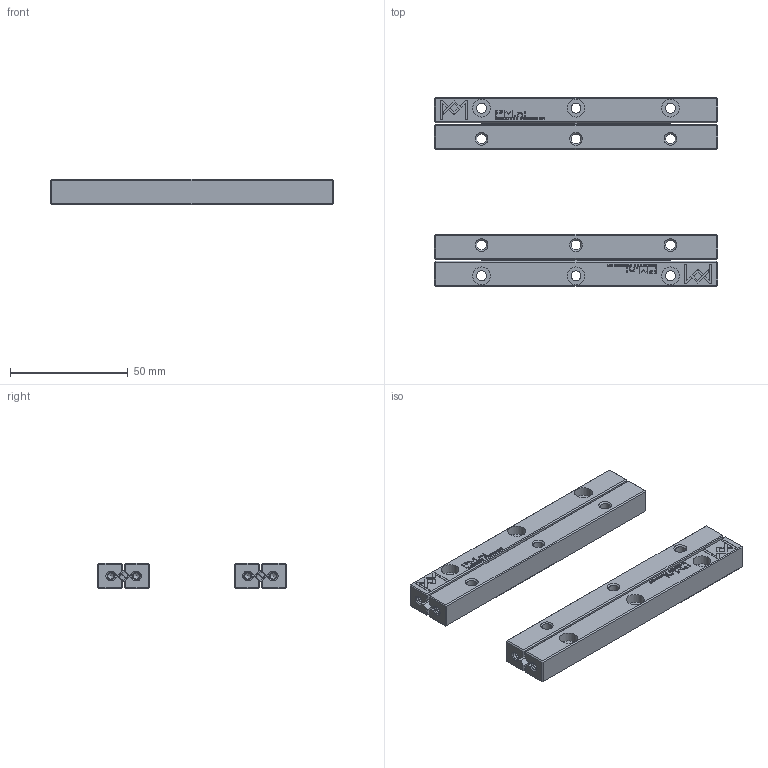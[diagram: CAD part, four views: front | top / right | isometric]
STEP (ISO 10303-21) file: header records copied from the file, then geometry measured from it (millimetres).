
FILE_DESCRIPTION(/* description */ (''),/* implementation_level */ '2;1');
FILE_NAME(/* name */ 'Set RSDE-4120x16KRE-ACC_stp.stp',/* time_stamp */ '2025-03-12T09:55:05+01:00',/* author */ (''),/* organization */ (''),/* preprocessor_version */ 'ST-DEVELOPER v16.7',/* originating_system */ 'SIEMENS PLM Software NX 12.0',/* authorisation */ '');
FILE_SCHEMA (('AUTOMOTIVE_DESIGN { 1 0 10303 214 3 1 1 1 }'));
Products named in the file (1): Set RSDE-4120x16KRE-ACC_stp
Bounding box: 120 x 80 x 11 mm (x, y, z)
Volume: 50383.2 mm3; surface area: 32431.5 mm2
Topology: 48 solids, 48 shells, 3848 faces, 10614 edges, 6978 vertices
Faces by surface type: plane 2216, cylinder 808, bspline 360, torus 264, cone 108, extrusion 92
Full cylindrical faces by diameter (mm): 0.5 x144, 1.5 x8, 2 x32, 2.6 x8, 3.2 x8, 4 x32, 4.2 x12, 7.5 x12
Entity records: 135322 total; most frequent: CARTESIAN_POINT 32273, ORIENTED_EDGE 20232, DIRECTION 18042, EDGE_CURVE 10116, VERTEX_POINT 6848, VECTOR 6608, LINE 6516, AXIS2_PLACEMENT_3D 5717
